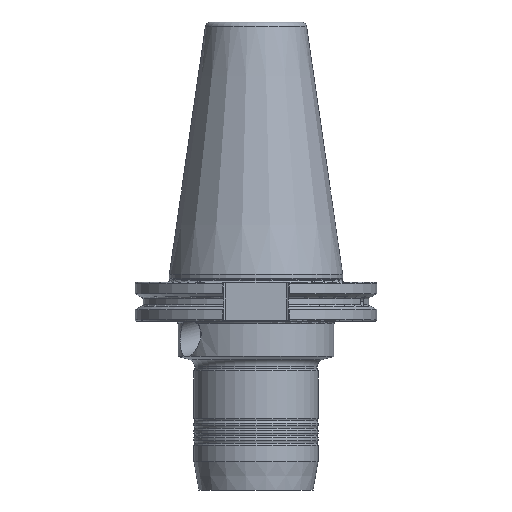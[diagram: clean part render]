
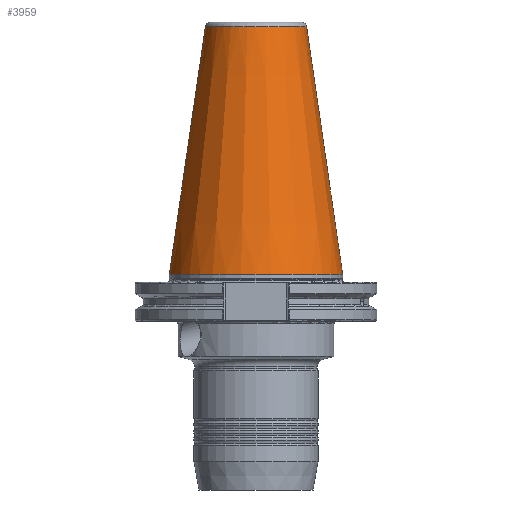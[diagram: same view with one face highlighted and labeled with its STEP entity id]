
A CAD part, front view. The second image highlights one B-rep face of the part: STEP entity #3959.
In plain terms, the highlighted conical face has half-angle 8.297 degrees and reference radius 20.108 mm.
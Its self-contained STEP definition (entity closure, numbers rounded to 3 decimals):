
#312 = ORIENTED_EDGE ( 'NONE', *, *, #4928, .F. ) ;
#313 = DIRECTION ( 'NONE',  ( 0., 0., -1. ) ) ;
#380 = CARTESIAN_POINT ( 'NONE',  ( 0., 0., 99.675 ) ) ;
#819 = CARTESIAN_POINT ( 'NONE',  ( 34.925, 0., 0. ) ) ;
#938 = CARTESIAN_POINT ( 'NONE',  ( 20.108, 0., 101.6 ) ) ;
#1079 = DIRECTION ( 'NONE',  ( 1., 0., 0. ) ) ;
#1364 = EDGE_LOOP ( 'NONE', ( #312, #1590, #7777, #4456 ) ) ;
#1386 = CARTESIAN_POINT ( 'NONE',  ( -20.108, 0., 101.6 ) ) ;
#1590 = ORIENTED_EDGE ( 'NONE', *, *, #8497, .T. ) ;
#1754 = CARTESIAN_POINT ( 'NONE',  ( 0., 0., 0. ) ) ;
#2404 = DIRECTION ( 'NONE',  ( -1., 0., 0. ) ) ;
#2701 = VERTEX_POINT ( 'NONE', #3016 ) ;
#2773 = VECTOR ( 'NONE', #5636, 1000. ) ;
#2835 = CIRCLE ( 'NONE', #7125, 34.925 ) ;
#2885 = LINE ( 'NONE', #1386, #4447 ) ;
#3016 = CARTESIAN_POINT ( 'NONE',  ( -34.925, 0., 0. ) ) ;
#3661 = CARTESIAN_POINT ( 'NONE',  ( 0., 0., 101.6 ) ) ;
#3876 = EDGE_CURVE ( 'NONE', #5511, #2701, #2885, .T. ) ;
#3959 = ADVANCED_FACE ( 'NONE', ( #4255 ), #5206, .T. ) ;
#4172 = CARTESIAN_POINT ( 'NONE',  ( -20.389, 0., 99.675 ) ) ;
#4255 = FACE_OUTER_BOUND ( 'NONE', #1364, .T. ) ;
#4295 = AXIS2_PLACEMENT_3D ( 'NONE', #380, #5067, #1079 ) ;
#4346 = DIRECTION ( 'NONE',  ( -1., 0., 0. ) ) ;
#4447 = VECTOR ( 'NONE', #7493, 1000. ) ;
#4456 = ORIENTED_EDGE ( 'NONE', *, *, #8035, .F. ) ;
#4928 = EDGE_CURVE ( 'NONE', #6617, #8328, #6418, .T. ) ;
#5044 = CARTESIAN_POINT ( 'NONE',  ( 20.389, 0., 99.675 ) ) ;
#5067 = DIRECTION ( 'NONE',  ( 0., 0., -1. ) ) ;
#5206 = CONICAL_SURFACE ( 'NONE', #6959, 20.108, 0.145 ) ;
#5511 = VERTEX_POINT ( 'NONE', #4172 ) ;
#5636 = DIRECTION ( 'NONE',  ( 0.144, 0., -0.99 ) ) ;
#6130 = CIRCLE ( 'NONE', #4295, 20.389 ) ;
#6418 = LINE ( 'NONE', #938, #2773 ) ;
#6496 = DIRECTION ( 'NONE',  ( 0., 0., -1. ) ) ;
#6617 = VERTEX_POINT ( 'NONE', #5044 ) ;
#6959 = AXIS2_PLACEMENT_3D ( 'NONE', #3661, #313, #4346 ) ;
#7125 = AXIS2_PLACEMENT_3D ( 'NONE', #1754, #6496, #2404 ) ;
#7493 = DIRECTION ( 'NONE',  ( -0.144, 0., -0.99 ) ) ;
#7777 = ORIENTED_EDGE ( 'NONE', *, *, #3876, .T. ) ;
#8035 = EDGE_CURVE ( 'NONE', #8328, #2701, #2835, .T. ) ;
#8328 = VERTEX_POINT ( 'NONE', #819 ) ;
#8497 = EDGE_CURVE ( 'NONE', #6617, #5511, #6130, .T. ) ;
